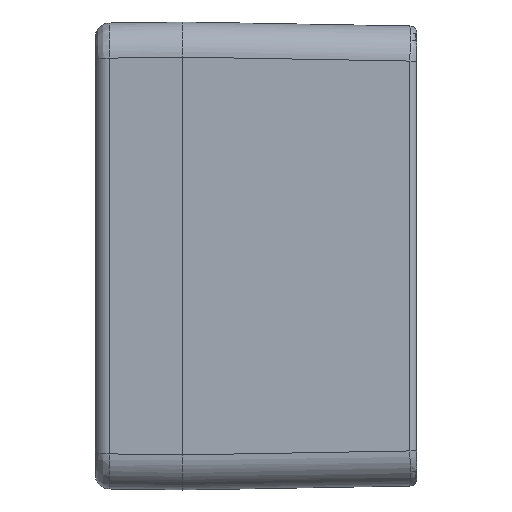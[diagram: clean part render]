
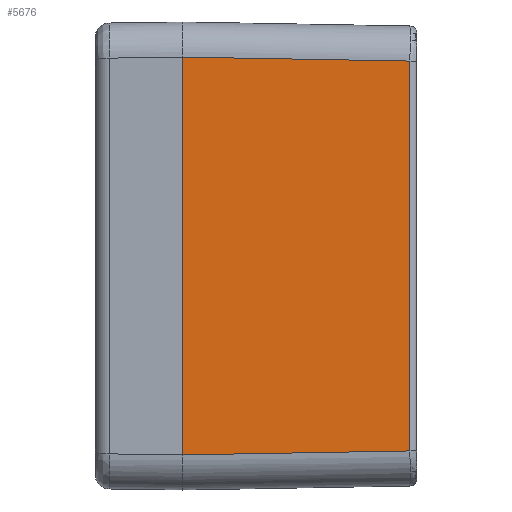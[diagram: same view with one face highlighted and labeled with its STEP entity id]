
A CAD part, left-side view. The second image highlights one B-rep face of the part: STEP entity #5676.
In plain terms, the highlighted planar face has unit normal (-1, -0.018, 0).
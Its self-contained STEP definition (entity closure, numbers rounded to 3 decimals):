
#416=CARTESIAN_POINT('',(-80.,40.,-34.001));
#464=CARTESIAN_POINT('',(-80.,40.,34.001));
#475=DIRECTION('',(0.,0.,-1.));
#476=VECTOR('',#475,68.002);
#477=CARTESIAN_POINT('',(-80.,40.,34.001));
#478=LINE('',#477,#476);
#1279=DIRECTION('',(0.,0.,-1.));
#1280=VECTOR('',#1279,66.647);
#1281=CARTESIAN_POINT('',(-79.322,1.179,33.323));
#1282=LINE('',#1281,#1280);
#1286=DIRECTION('',(0.017,-1.,0.017));
#1287=VECTOR('',#1286,38.833);
#1288=CARTESIAN_POINT('',(-80.,40.,-34.001));
#1289=LINE('',#1288,#1287);
#1293=DIRECTION('',(0.017,-1.,-0.017));
#1294=VECTOR('',#1293,38.833);
#1295=CARTESIAN_POINT('',(-80.,40.,34.001));
#1296=LINE('',#1295,#1294);
#1309=CARTESIAN_POINT('',(-79.322,1.179,33.323));
#4435=VERTEX_POINT('',#416);
#4440=VERTEX_POINT('',#464);
#4859=VERTEX_POINT('',#1309);
#4864=CARTESIAN_POINT('',(-79.322,1.179,
-33.323));
#4865=VERTEX_POINT('',#4864);
#5664=CARTESIAN_POINT('',(-80.,40.,-43.361));
#5665=DIRECTION('',(-1.,-0.017,0.));
#5666=DIRECTION('',(0.,0.,-1.));
#5667=AXIS2_PLACEMENT_3D('',#5664,#5665,#5666);
#5668=PLANE('',#5667);
#5669=ORIENTED_EDGE('',*,*,#5658,.T.);
#5670=ORIENTED_EDGE('',*,*,#5253,.F.);
#5671=ORIENTED_EDGE('',*,*,#5093,.F.);
#5673=ORIENTED_EDGE('',*,*,#5672,.T.);
#5674=EDGE_LOOP('',(#5669,#5670,#5671,#5673));
#5675=FACE_OUTER_BOUND('',#5674,.F.);
#5676=ADVANCED_FACE('',(#5675),#5668,.T.);
#5093=EDGE_CURVE('',#4440,#4435,#478,.T.);
#5253=EDGE_CURVE('',#4435,#4865,#1289,.T.);
#5658=EDGE_CURVE('',#4859,#4865,#1282,.T.);
#5672=EDGE_CURVE('',#4440,#4859,#1296,.T.);
